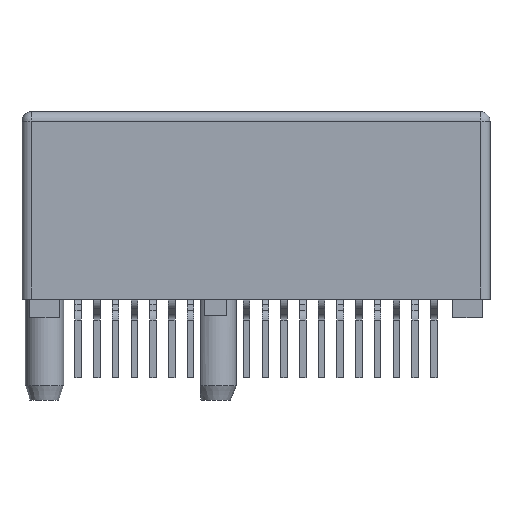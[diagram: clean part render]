
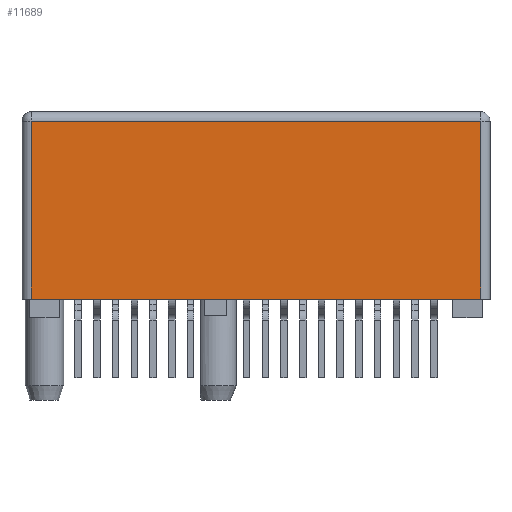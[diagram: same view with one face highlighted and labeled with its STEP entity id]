
A CAD part, front view. The second image highlights one B-rep face of the part: STEP entity #11689.
In plain terms, the highlighted planar face has unit normal (0, -1, 0).
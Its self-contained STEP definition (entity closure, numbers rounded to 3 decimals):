
#812=FACE_OUTER_BOUND('',#1449,.T.);
#1449=EDGE_LOOP('',(#7689,#7690,#7691,#7692));
#2202=LINE('',#16911,#3494);
#2203=LINE('',#16913,#3495);
#2204=LINE('',#16915,#3496);
#2205=LINE('',#16916,#3497);
#3494=VECTOR('',#13435,9.5);
#3495=VECTOR('',#13436,24.);
#3496=VECTOR('',#13437,9.5);
#3497=VECTOR('',#13438,24.);
#4786=VERTEX_POINT('',#16909);
#4787=VERTEX_POINT('',#16910);
#4788=VERTEX_POINT('',#16912);
#4789=VERTEX_POINT('',#16914);
#5942=EDGE_CURVE('',#4786,#4787,#2202,.T.);
#5943=EDGE_CURVE('',#4787,#4788,#2203,.T.);
#5944=EDGE_CURVE('',#4788,#4789,#2204,.T.);
#5945=EDGE_CURVE('',#4789,#4786,#2205,.T.);
#7689=ORIENTED_EDGE('',*,*,#5942,.T.);
#7690=ORIENTED_EDGE('',*,*,#5943,.T.);
#7691=ORIENTED_EDGE('',*,*,#5944,.T.);
#7692=ORIENTED_EDGE('',*,*,#5945,.T.);
#11183=PLANE('',#12340);
#11689=ADVANCED_FACE('',(#812),#11183,.F.);
#12340=AXIS2_PLACEMENT_3D('',#16908,#13433,#13434);
#13433=DIRECTION('center_axis',(0.,1.,0.));
#13434=DIRECTION('ref_axis',(-1.,0.,0.));
#13435=DIRECTION('',(0.,0.,-1.));
#13436=DIRECTION('',(1.,0.,0.));
#13437=DIRECTION('',(0.,0.,1.));
#13438=DIRECTION('',(-1.,0.,0.));
#16908=CARTESIAN_POINT('Origin',(0.,-3.95,5.75));
#16909=CARTESIAN_POINT('',(-12.,-3.95,10.5));
#16910=CARTESIAN_POINT('',(-12.,-3.95,1.));
#16911=CARTESIAN_POINT('',(-12.,-3.95,10.5));
#16912=CARTESIAN_POINT('',(12.,-3.95,1.));
#16913=CARTESIAN_POINT('',(-12.,-3.95,1.));
#16914=CARTESIAN_POINT('',(12.,-3.95,10.5));
#16915=CARTESIAN_POINT('',(12.,-3.95,1.));
#16916=CARTESIAN_POINT('',(12.,-3.95,10.5));
